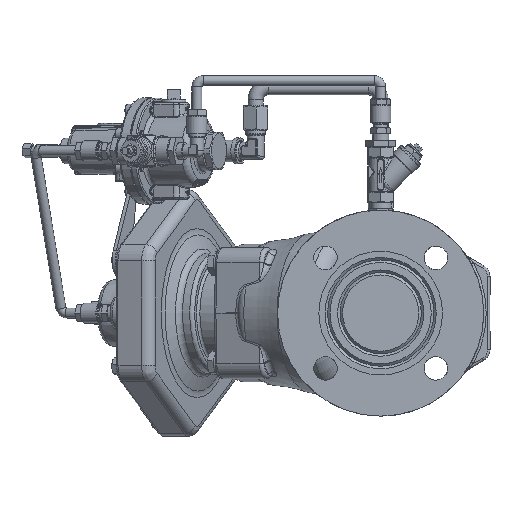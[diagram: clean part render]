
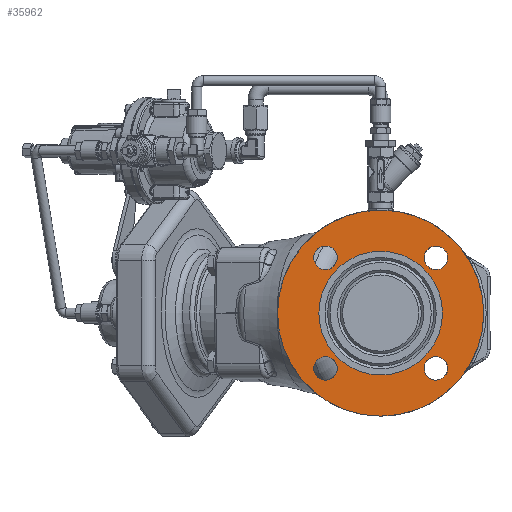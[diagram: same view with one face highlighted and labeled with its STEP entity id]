
A CAD part, left-side view. The second image highlights one B-rep face of the part: STEP entity #35962.
In plain terms, the highlighted planar face has unit normal (-1, 0, 0).
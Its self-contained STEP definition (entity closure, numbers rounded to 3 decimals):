
#719=FACE_BOUND('',#5865,.T.);
#720=FACE_BOUND('',#5866,.T.);
#721=FACE_BOUND('',#5867,.T.);
#722=FACE_BOUND('',#5868,.T.);
#723=FACE_BOUND('',#5869,.T.);
#985=PLANE('',#38597);
#3436=FACE_OUTER_BOUND('',#5864,.T.);
#5864=EDGE_LOOP('',(#26503));
#5865=EDGE_LOOP('',(#26504));
#5866=EDGE_LOOP('',(#26505));
#5867=EDGE_LOOP('',(#26506));
#5868=EDGE_LOOP('',(#26507));
#5869=EDGE_LOOP('',(#26508));
#8184=CIRCLE('',#38518,9.5);
#8185=CIRCLE('',#38520,9.5);
#8186=CIRCLE('',#38522,9.5);
#8187=CIRCLE('',#38524,9.5);
#8207=CIRCLE('',#38598,82.5);
#8208=CIRCLE('',#38599,49.5);
#15525=VERTEX_POINT('',#84755);
#15526=VERTEX_POINT('',#84759);
#15527=VERTEX_POINT('',#84763);
#15528=VERTEX_POINT('',#84767);
#15626=VERTEX_POINT('',#85420);
#15627=VERTEX_POINT('',#85422);
#19407=EDGE_CURVE('',#15525,#15525,#8184,.T.);
#19409=EDGE_CURVE('',#15526,#15526,#8185,.T.);
#19411=EDGE_CURVE('',#15527,#15527,#8186,.T.);
#19413=EDGE_CURVE('',#15528,#15528,#8187,.T.);
#19560=EDGE_CURVE('',#15626,#15626,#8207,.T.);
#19561=EDGE_CURVE('',#15627,#15627,#8208,.T.);
#26503=ORIENTED_EDGE('',*,*,#19560,.T.);
#26504=ORIENTED_EDGE('',*,*,#19561,.T.);
#26505=ORIENTED_EDGE('',*,*,#19407,.F.);
#26506=ORIENTED_EDGE('',*,*,#19409,.F.);
#26507=ORIENTED_EDGE('',*,*,#19411,.F.);
#26508=ORIENTED_EDGE('',*,*,#19413,.F.);
#35962=ADVANCED_FACE('',(#3436,#719,#720,#721,#722,#723),#985,.T.);
#38518=AXIS2_PLACEMENT_3D('',#84757,#43247,#43248);
#38520=AXIS2_PLACEMENT_3D('',#84761,#43252,#43253);
#38522=AXIS2_PLACEMENT_3D('',#84765,#43257,#43258);
#38524=AXIS2_PLACEMENT_3D('',#84769,#43262,#43263);
#38597=AXIS2_PLACEMENT_3D('',#85419,#43454,#43455);
#38598=AXIS2_PLACEMENT_3D('',#85421,#43456,#43457);
#38599=AXIS2_PLACEMENT_3D('',#85423,#43458,#43459);
#43247=DIRECTION('center_axis',(-1.,0.,0.));
#43248=DIRECTION('ref_axis',(0.,0.588,-0.809));
#43252=DIRECTION('center_axis',(-1.,0.,0.));
#43253=DIRECTION('ref_axis',(0.,0.809,0.588));
#43257=DIRECTION('center_axis',(-1.,0.,0.));
#43258=DIRECTION('ref_axis',(0.,-0.588,0.809));
#43262=DIRECTION('center_axis',(-1.,0.,0.));
#43263=DIRECTION('ref_axis',(0.,-0.809,-0.588));
#43454=DIRECTION('center_axis',(-1.,0.,0.));
#43455=DIRECTION('ref_axis',(0.,0.,1.));
#43456=DIRECTION('center_axis',(-1.,0.,0.));
#43457=DIRECTION('ref_axis',(0.,-0.809,-0.588));
#43458=DIRECTION('center_axis',(1.,0.,0.));
#43459=DIRECTION('ref_axis',(0.,-0.809,0.588));
#84755=CARTESIAN_POINT('',(-62.,44.194,34.694));
#84757=CARTESIAN_POINT('Origin',(-62.,44.194,44.194));
#84759=CARTESIAN_POINT('',(-62.,-44.194,34.694));
#84761=CARTESIAN_POINT('Origin',(-62.,-44.194,44.194));
#84763=CARTESIAN_POINT('',(-62.,-44.194,-53.694));
#84765=CARTESIAN_POINT('Origin',(-62.,-44.194,-44.194));
#84767=CARTESIAN_POINT('',(-62.,44.194,-53.694));
#84769=CARTESIAN_POINT('Origin',(-62.,44.194,-44.194));
#85419=CARTESIAN_POINT('Origin',(-62.,-82.525,-82.525));
#85420=CARTESIAN_POINT('',(-62.,0.,-82.5));
#85421=CARTESIAN_POINT('Origin',(-62.,0.,0.));
#85422=CARTESIAN_POINT('',(-62.,0.,-49.5));
#85423=CARTESIAN_POINT('Origin',(-62.,0.,0.));
